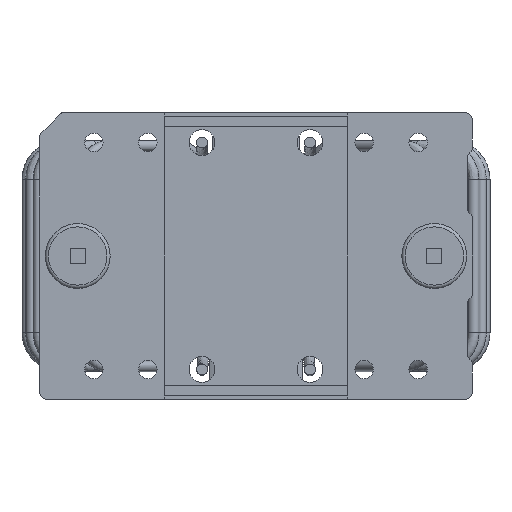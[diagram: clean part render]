
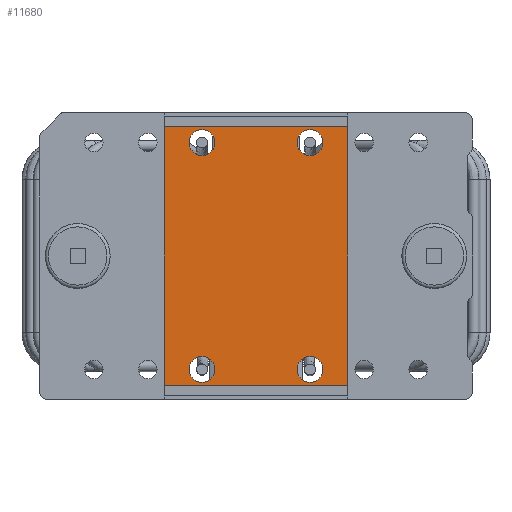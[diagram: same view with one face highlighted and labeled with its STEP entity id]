
A CAD part, front view. The second image highlights one B-rep face of the part: STEP entity #11680.
In plain terms, the highlighted planar face has unit normal (0, -1, 0).
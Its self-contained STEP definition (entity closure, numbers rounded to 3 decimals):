
#834=CIRCLE('',#16064,1.2);
#835=CIRCLE('',#16067,1.2);
#836=CIRCLE('',#16068,1.2);
#837=CIRCLE('',#16069,1.2);
#1815=ORIENTED_EDGE('',*,*,#4775,.T.);
#1816=ORIENTED_EDGE('',*,*,#4776,.F.);
#1817=ORIENTED_EDGE('',*,*,#4777,.T.);
#1818=ORIENTED_EDGE('',*,*,#4778,.T.);
#1819=ORIENTED_EDGE('',*,*,#4779,.T.);
#1820=ORIENTED_EDGE('',*,*,#4780,.T.);
#1821=ORIENTED_EDGE('',*,*,#4781,.T.);
#1822=ORIENTED_EDGE('',*,*,#4770,.T.);
#4770=EDGE_CURVE('',#6270,#6270,#834,.T.);
#4775=EDGE_CURVE('',#6275,#6276,#7372,.T.);
#4776=EDGE_CURVE('',#6277,#6276,#7373,.T.);
#4777=EDGE_CURVE('',#6277,#6278,#7374,.T.);
#4778=EDGE_CURVE('',#6278,#6275,#7375,.T.);
#4779=EDGE_CURVE('',#6279,#6279,#835,.T.);
#4780=EDGE_CURVE('',#6280,#6280,#836,.T.);
#4781=EDGE_CURVE('',#6281,#6281,#837,.T.);
#6270=VERTEX_POINT('',#21748);
#6275=VERTEX_POINT('',#21760);
#6276=VERTEX_POINT('',#21761);
#6277=VERTEX_POINT('',#21763);
#6278=VERTEX_POINT('',#21765);
#6279=VERTEX_POINT('',#21768);
#6280=VERTEX_POINT('',#21770);
#6281=VERTEX_POINT('',#21772);
#7372=LINE('',#21759,#8000);
#7373=LINE('',#21762,#8001);
#7374=LINE('',#21764,#8002);
#7375=LINE('',#21766,#8003);
#8000=VECTOR('',#17870,1000.);
#8001=VECTOR('',#17871,1000.);
#8002=VECTOR('',#17872,1000.);
#8003=VECTOR('',#17873,1000.);
#8637=EDGE_LOOP('',(#1815,#1816,#1817,#1818));
#8638=EDGE_LOOP('',(#1819));
#8639=EDGE_LOOP('',(#1820));
#8640=EDGE_LOOP('',(#1821));
#8641=EDGE_LOOP('',(#1822));
#10085=FACE_BOUND('',#8637,.T.);
#10086=FACE_BOUND('',#8638,.T.);
#10087=FACE_BOUND('',#8639,.T.);
#10088=FACE_BOUND('',#8640,.T.);
#10089=FACE_BOUND('',#8641,.T.);
#11465=PLANE('',#16066);
#11680=ADVANCED_FACE('',(#10085,#10086,#10087,#10088,#10089),#11465,.T.);
#16064=AXIS2_PLACEMENT_3D('',#21747,#17860,#17861);
#16066=AXIS2_PLACEMENT_3D('',#21758,#17868,#17869);
#16067=AXIS2_PLACEMENT_3D('',#21767,#17874,#17875);
#16068=AXIS2_PLACEMENT_3D('',#21769,#17876,#17877);
#16069=AXIS2_PLACEMENT_3D('',#21771,#17878,#17879);
#17860=DIRECTION('',(0.,1.,0.));
#17861=DIRECTION('',(1.,0.,0.));
#17868=DIRECTION('',(0.,-1.,0.));
#17869=DIRECTION('',(0.,0.,-1.));
#17870=DIRECTION('',(0.,0.,1.));
#17871=DIRECTION('',(1.,0.,0.));
#17872=DIRECTION('',(0.,0.,-1.));
#17873=DIRECTION('',(1.,0.,0.));
#17874=DIRECTION('',(0.,1.,0.));
#17875=DIRECTION('',(-1.,0.,0.));
#17876=DIRECTION('',(0.,1.,0.));
#17877=DIRECTION('',(-1.,0.,0.));
#17878=DIRECTION('',(0.,1.,0.));
#17879=DIRECTION('',(-1.,0.,0.));
#21747=CARTESIAN_POINT('',(5.,-0.5,10.5));
#21748=CARTESIAN_POINT('',(6.2,-0.5,10.5));
#21758=CARTESIAN_POINT('',(0.,-0.5,0.));
#21759=CARTESIAN_POINT('',(8.5,-0.5,-11.95));
#21760=CARTESIAN_POINT('',(8.5,-0.5,-11.95));
#21761=CARTESIAN_POINT('',(8.5,-0.5,11.95));
#21762=CARTESIAN_POINT('',(-8.5,-0.5,11.95));
#21763=CARTESIAN_POINT('',(-8.5,-0.5,11.95));
#21764=CARTESIAN_POINT('',(-8.5,-0.5,11.95));
#21765=CARTESIAN_POINT('',(-8.5,-0.5,-11.95));
#21766=CARTESIAN_POINT('',(-8.5,-0.5,-11.95));
#21767=CARTESIAN_POINT('',(-5.,-0.5,-10.5));
#21768=CARTESIAN_POINT('',(-6.2,-0.5,-10.5));
#21769=CARTESIAN_POINT('',(-5.,-0.5,10.5));
#21770=CARTESIAN_POINT('',(-6.2,-0.5,10.5));
#21771=CARTESIAN_POINT('',(5.,-0.5,-10.5));
#21772=CARTESIAN_POINT('',(3.8,-0.5,-10.5));
